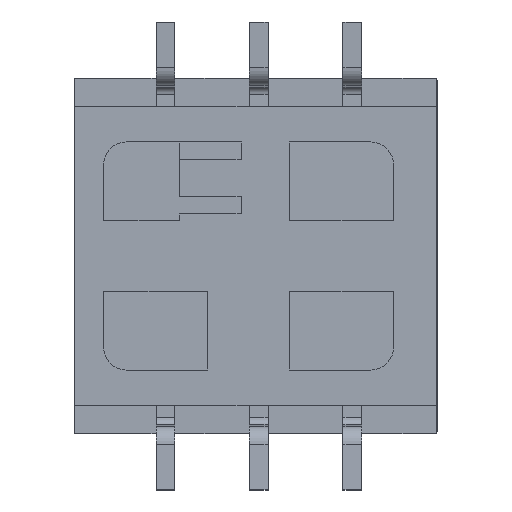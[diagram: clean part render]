
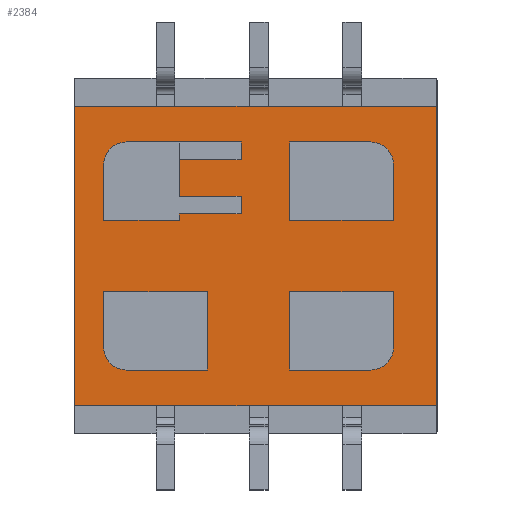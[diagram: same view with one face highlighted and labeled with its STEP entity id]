
A CAD part, front view. The second image highlights one B-rep face of the part: STEP entity #2384.
In plain terms, the highlighted planar face has unit normal (0, -1, 0).
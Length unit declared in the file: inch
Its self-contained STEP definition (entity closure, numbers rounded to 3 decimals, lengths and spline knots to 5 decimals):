
#866=DIRECTION('',(0.,0.,-1.));
#867=VECTOR('',#866,0.32);
#868=CARTESIAN_POINT('',(4.047,-0.176,-0.028));
#869=LINE('',#868,#867);
#1116=DIRECTION('',(-1.,0.,0.));
#1117=VECTOR('',#1116,0.387);
#1118=CARTESIAN_POINT('',(4.047,-0.176,-0.348));
#1119=LINE('',#1118,#1117);
#1120=DIRECTION('',(-1.,0.,0.));
#1121=VECTOR('',#1120,0.387);
#1122=CARTESIAN_POINT('',(4.047,-0.176,-0.028));
#1123=LINE('',#1122,#1121);
#1124=DIRECTION('',(0.,0.,-1.));
#1125=VECTOR('',#1124,0.06);
#1126=CARTESIAN_POINT('',(4.001,-0.176,-0.09));
#1127=LINE('',#1126,#1125);
#1128=DIRECTION('',(1.,0.,0.));
#1129=VECTOR('',#1128,0.087);
#1130=CARTESIAN_POINT('',(3.89,-0.176,-0.066));
#1131=LINE('',#1130,#1129);
#1132=DIRECTION('',(0.,0.,1.));
#1133=VECTOR('',#1132,0.084);
#1134=CARTESIAN_POINT('',(3.89,-0.176,-0.15));
#1135=LINE('',#1134,#1133);
#1136=DIRECTION('',(-1.,0.,0.));
#1137=VECTOR('',#1136,0.111);
#1138=CARTESIAN_POINT('',(4.001,-0.176,-0.15));
#1139=LINE('',#1138,#1137);
#1140=DIRECTION('',(-1.,0.,0.));
#1141=VECTOR('',#1140,0.087);
#1142=CARTESIAN_POINT('',(3.977,-0.176,-0.31));
#1143=LINE('',#1142,#1141);
#1144=DIRECTION('',(0.,0.,-1.));
#1145=VECTOR('',#1144,0.06);
#1146=CARTESIAN_POINT('',(4.001,-0.176,-0.226));
#1147=LINE('',#1146,#1145);
#1148=DIRECTION('',(1.,0.,0.));
#1149=VECTOR('',#1148,0.111);
#1150=CARTESIAN_POINT('',(3.89,-0.176,-0.226));
#1151=LINE('',#1150,#1149);
#1152=DIRECTION('',(0.,0.,1.));
#1153=VECTOR('',#1152,0.084);
#1154=CARTESIAN_POINT('',(3.89,-0.176,-0.31));
#1155=LINE('',#1154,#1153);
#1156=DIRECTION('',(0.,0.,1.));
#1157=VECTOR('',#1156,0.06);
#1158=CARTESIAN_POINT('',(3.691,-0.176,-0.286));
#1159=LINE('',#1158,#1157);
#1160=DIRECTION('',(-1.,0.,0.));
#1161=VECTOR('',#1160,0.087);
#1162=CARTESIAN_POINT('',(3.802,-0.176,-0.31));
#1163=LINE('',#1162,#1161);
#1164=DIRECTION('',(0.,0.,-1.));
#1165=VECTOR('',#1164,0.084);
#1166=CARTESIAN_POINT('',(3.802,-0.176,-0.226));
#1167=LINE('',#1166,#1165);
#1168=DIRECTION('',(1.,0.,0.));
#1169=VECTOR('',#1168,0.111);
#1170=CARTESIAN_POINT('',(3.691,-0.176,-0.226));
#1171=LINE('',#1170,#1169);
#1172=DIRECTION('',(0.,0.,1.));
#1173=VECTOR('',#1172,0.06);
#1174=CARTESIAN_POINT('',(3.691,-0.176,-0.15));
#1175=LINE('',#1174,#1173);
#1176=DIRECTION('',(-1.,0.,0.));
#1177=VECTOR('',#1176,0.081);
#1178=CARTESIAN_POINT('',(3.772,-0.176,-0.15));
#1179=LINE('',#1178,#1177);
#1180=DIRECTION('',(0.,0.,-1.));
#1181=VECTOR('',#1180,0.007);
#1182=CARTESIAN_POINT('',(3.772,-0.176,-0.143));
#1183=LINE('',#1182,#1181);
#1184=DIRECTION('',(-1.,0.,0.));
#1185=VECTOR('',#1184,0.066);
#1186=CARTESIAN_POINT('',(3.838,-0.176,-0.143));
#1187=LINE('',#1186,#1185);
#1188=DIRECTION('',(0.,0.,-1.));
#1189=VECTOR('',#1188,0.019);
#1190=CARTESIAN_POINT('',(3.838,-0.176,-0.124));
#1191=LINE('',#1190,#1189);
#1192=DIRECTION('',(1.,0.,0.));
#1193=VECTOR('',#1192,0.066);
#1194=CARTESIAN_POINT('',(3.772,-0.176,-0.124));
#1195=LINE('',#1194,#1193);
#1196=DIRECTION('',(0.,0.,-1.));
#1197=VECTOR('',#1196,0.039);
#1198=CARTESIAN_POINT('',(3.772,-0.176,-0.085));
#1199=LINE('',#1198,#1197);
#1200=DIRECTION('',(-1.,0.,0.));
#1201=VECTOR('',#1200,0.066);
#1202=CARTESIAN_POINT('',(3.838,-0.176,-0.085));
#1203=LINE('',#1202,#1201);
#1204=DIRECTION('',(0.,0.,-1.));
#1205=VECTOR('',#1204,0.019);
#1206=CARTESIAN_POINT('',(3.838,-0.176,-0.066));
#1207=LINE('',#1206,#1205);
#1233=DIRECTION('',(0.,0.,1.));
#1234=VECTOR('',#1233,0.32);
#1235=CARTESIAN_POINT('',(3.66,-0.176,-0.348));
#1236=LINE('',#1235,#1234);
#1253=CARTESIAN_POINT('',(3.977,-0.176,-0.09));
#1254=DIRECTION('',(0.,1.,0.));
#1255=DIRECTION('',(0.,0.,1.));
#1256=AXIS2_PLACEMENT_3D('',#1253,#1254,#1255);
#1366=CARTESIAN_POINT('',(3.977,-0.176,-0.286));
#1367=DIRECTION('',(0.,1.,0.));
#1368=DIRECTION('',(1.,0.,0.));
#1369=AXIS2_PLACEMENT_3D('',#1366,#1367,#1368);
#1391=CARTESIAN_POINT('',(3.715,-0.176,-0.286));
#1392=DIRECTION('',(0.,1.,0.));
#1393=DIRECTION('',(0.,0.,-1.));
#1394=AXIS2_PLACEMENT_3D('',#1391,#1392,#1393);
#1416=CARTESIAN_POINT('',(3.715,-0.176,-0.09));
#1417=DIRECTION('',(0.,1.,0.));
#1418=DIRECTION('',(-1.,0.,0.));
#1419=AXIS2_PLACEMENT_3D('',#1416,#1417,#1418);
#1461=DIRECTION('',(1.,0.,0.));
#1462=VECTOR('',#1461,0.123);
#1463=CARTESIAN_POINT('',(3.715,-0.176,-0.066));
#1464=LINE('',#1463,#1462);
#1653=CARTESIAN_POINT('',(3.89,-0.176,-0.31));
#1654=CARTESIAN_POINT('',(3.89,-0.176,-0.226));
#1655=VERTEX_POINT('',#1653);
#1656=VERTEX_POINT('',#1654);
#1657=CARTESIAN_POINT('',(4.001,-0.176,-0.226));
#1658=VERTEX_POINT('',#1657);
#1659=CARTESIAN_POINT('',(3.89,-0.176,-0.15));
#1660=CARTESIAN_POINT('',(3.89,-0.176,-0.066));
#1661=VERTEX_POINT('',#1659);
#1662=VERTEX_POINT('',#1660);
#1663=CARTESIAN_POINT('',(4.001,-0.176,-0.15));
#1664=VERTEX_POINT('',#1663);
#1665=CARTESIAN_POINT('',(3.691,-0.176,-0.226));
#1666=CARTESIAN_POINT('',(3.802,-0.176,-0.226));
#1667=VERTEX_POINT('',#1665);
#1668=VERTEX_POINT('',#1666);
#1669=CARTESIAN_POINT('',(3.802,-0.176,-0.31));
#1670=VERTEX_POINT('',#1669);
#1671=CARTESIAN_POINT('',(3.838,-0.176,-0.066));
#1672=CARTESIAN_POINT('',(3.838,-0.176,-0.085));
#1673=VERTEX_POINT('',#1671);
#1674=VERTEX_POINT('',#1672);
#1675=CARTESIAN_POINT('',(3.772,-0.176,-0.085));
#1676=VERTEX_POINT('',#1675);
#1677=CARTESIAN_POINT('',(3.772,-0.176,-0.124));
#1678=VERTEX_POINT('',#1677);
#1679=CARTESIAN_POINT('',(3.838,-0.176,-0.124));
#1680=VERTEX_POINT('',#1679);
#1681=CARTESIAN_POINT('',(3.838,-0.176,-0.143));
#1682=VERTEX_POINT('',#1681);
#1683=CARTESIAN_POINT('',(3.772,-0.176,-0.143));
#1684=VERTEX_POINT('',#1683);
#1685=CARTESIAN_POINT('',(3.772,-0.176,-0.15));
#1686=VERTEX_POINT('',#1685);
#1687=CARTESIAN_POINT('',(3.691,-0.176,-0.15));
#1688=VERTEX_POINT('',#1687);
#1737=CARTESIAN_POINT('',(3.66,-0.176,-0.348));
#1738=VERTEX_POINT('',#1737);
#1739=CARTESIAN_POINT('',(3.66,-0.176,-0.028));
#1740=VERTEX_POINT('',#1739);
#1749=CARTESIAN_POINT('',(4.047,-0.176,-0.348));
#1750=VERTEX_POINT('',#1749);
#1751=CARTESIAN_POINT('',(4.047,-0.176,-0.028));
#1752=VERTEX_POINT('',#1751);
#1813=CARTESIAN_POINT('',(3.977,-0.176,-0.066));
#1814=VERTEX_POINT('',#1813);
#1815=CARTESIAN_POINT('',(4.001,-0.176,-0.09));
#1816=VERTEX_POINT('',#1815);
#1821=CARTESIAN_POINT('',(4.001,-0.176,-0.286));
#1822=VERTEX_POINT('',#1821);
#1823=CARTESIAN_POINT('',(3.977,-0.176,-0.31));
#1824=VERTEX_POINT('',#1823);
#1829=CARTESIAN_POINT('',(3.715,-0.176,-0.31));
#1830=VERTEX_POINT('',#1829);
#1831=CARTESIAN_POINT('',(3.691,-0.176,-0.286));
#1832=VERTEX_POINT('',#1831);
#1837=CARTESIAN_POINT('',(3.691,-0.176,-0.09));
#1838=VERTEX_POINT('',#1837);
#1839=CARTESIAN_POINT('',(3.715,-0.176,-0.066));
#1840=VERTEX_POINT('',#1839);
#2311=CARTESIAN_POINT('',(3.858,-0.176,-0.188));
#2312=DIRECTION('',(0.,-1.,0.));
#2313=DIRECTION('',(0.,0.,1.));
#2314=AXIS2_PLACEMENT_3D('',#2311,#2312,#2313);
#2315=PLANE('',#2314);
#2317=ORIENTED_EDGE('',*,*,#2316,.T.);
#2319=ORIENTED_EDGE('',*,*,#2318,.T.);
#2320=ORIENTED_EDGE('',*,*,#2303,.F.);
#2321=ORIENTED_EDGE('',*,*,#2046,.T.);
#2322=EDGE_LOOP('',(#2317,#2319,#2320,#2321));
#2323=FACE_OUTER_BOUND('',#2322,.F.);
#2325=ORIENTED_EDGE('',*,*,#2324,.F.);
#2327=ORIENTED_EDGE('',*,*,#2326,.F.);
#2329=ORIENTED_EDGE('',*,*,#2328,.F.);
#2331=ORIENTED_EDGE('',*,*,#2330,.F.);
#2333=ORIENTED_EDGE('',*,*,#2332,.F.);
#2334=EDGE_LOOP('',(#2325,#2327,#2329,#2331,#2333));
#2335=FACE_BOUND('',#2334,.F.);
#2337=ORIENTED_EDGE('',*,*,#2336,.F.);
#2339=ORIENTED_EDGE('',*,*,#2338,.F.);
#2341=ORIENTED_EDGE('',*,*,#2340,.F.);
#2343=ORIENTED_EDGE('',*,*,#2342,.F.);
#2345=ORIENTED_EDGE('',*,*,#2344,.F.);
#2346=EDGE_LOOP('',(#2337,#2339,#2341,#2343,#2345));
#2347=FACE_BOUND('',#2346,.F.);
#2349=ORIENTED_EDGE('',*,*,#2348,.F.);
#2351=ORIENTED_EDGE('',*,*,#2350,.F.);
#2353=ORIENTED_EDGE('',*,*,#2352,.F.);
#2355=ORIENTED_EDGE('',*,*,#2354,.F.);
#2357=ORIENTED_EDGE('',*,*,#2356,.F.);
#2358=EDGE_LOOP('',(#2349,#2351,#2353,#2355,#2357));
#2359=FACE_BOUND('',#2358,.F.);
#2361=ORIENTED_EDGE('',*,*,#2360,.F.);
#2363=ORIENTED_EDGE('',*,*,#2362,.F.);
#2365=ORIENTED_EDGE('',*,*,#2364,.F.);
#2367=ORIENTED_EDGE('',*,*,#2366,.F.);
#2369=ORIENTED_EDGE('',*,*,#2368,.F.);
#2371=ORIENTED_EDGE('',*,*,#2370,.F.);
#2373=ORIENTED_EDGE('',*,*,#2372,.F.);
#2375=ORIENTED_EDGE('',*,*,#2374,.F.);
#2377=ORIENTED_EDGE('',*,*,#2376,.F.);
#2379=ORIENTED_EDGE('',*,*,#2378,.F.);
#2381=ORIENTED_EDGE('',*,*,#2380,.F.);
#2382=EDGE_LOOP('',(#2361,#2363,#2365,#2367,#2369,#2371,#2373,#2375,#2377,#2379,
#2381));
#2383=FACE_BOUND('',#2382,.F.);
#2384=ADVANCED_FACE('',(#2323,#2335,#2347,#2359,#2383),#2315,.T.);
#1257=CIRCLE('',#1256,0.024);
#1370=CIRCLE('',#1369,0.024);
#1395=CIRCLE('',#1394,0.024);
#1420=CIRCLE('',#1419,0.024);
#2046=EDGE_CURVE('',#1752,#1750,#869,.T.);
#2303=EDGE_CURVE('',#1752,#1740,#1123,.T.);
#2316=EDGE_CURVE('',#1750,#1738,#1119,.T.);
#2318=EDGE_CURVE('',#1738,#1740,#1236,.T.);
#2324=EDGE_CURVE('',#1816,#1664,#1127,.T.);
#2326=EDGE_CURVE('',#1814,#1816,#1257,.T.);
#2328=EDGE_CURVE('',#1662,#1814,#1131,.T.);
#2330=EDGE_CURVE('',#1661,#1662,#1135,.T.);
#2332=EDGE_CURVE('',#1664,#1661,#1139,.T.);
#2336=EDGE_CURVE('',#1824,#1655,#1143,.T.);
#2338=EDGE_CURVE('',#1822,#1824,#1370,.T.);
#2340=EDGE_CURVE('',#1658,#1822,#1147,.T.);
#2342=EDGE_CURVE('',#1656,#1658,#1151,.T.);
#2344=EDGE_CURVE('',#1655,#1656,#1155,.T.);
#2348=EDGE_CURVE('',#1832,#1667,#1159,.T.);
#2350=EDGE_CURVE('',#1830,#1832,#1395,.T.);
#2352=EDGE_CURVE('',#1670,#1830,#1163,.T.);
#2354=EDGE_CURVE('',#1668,#1670,#1167,.T.);
#2356=EDGE_CURVE('',#1667,#1668,#1171,.T.);
#2360=EDGE_CURVE('',#1840,#1673,#1464,.T.);
#2362=EDGE_CURVE('',#1838,#1840,#1420,.T.);
#2364=EDGE_CURVE('',#1688,#1838,#1175,.T.);
#2366=EDGE_CURVE('',#1686,#1688,#1179,.T.);
#2368=EDGE_CURVE('',#1684,#1686,#1183,.T.);
#2370=EDGE_CURVE('',#1682,#1684,#1187,.T.);
#2372=EDGE_CURVE('',#1680,#1682,#1191,.T.);
#2374=EDGE_CURVE('',#1678,#1680,#1195,.T.);
#2376=EDGE_CURVE('',#1676,#1678,#1199,.T.);
#2378=EDGE_CURVE('',#1674,#1676,#1203,.T.);
#2380=EDGE_CURVE('',#1673,#1674,#1207,.T.);
